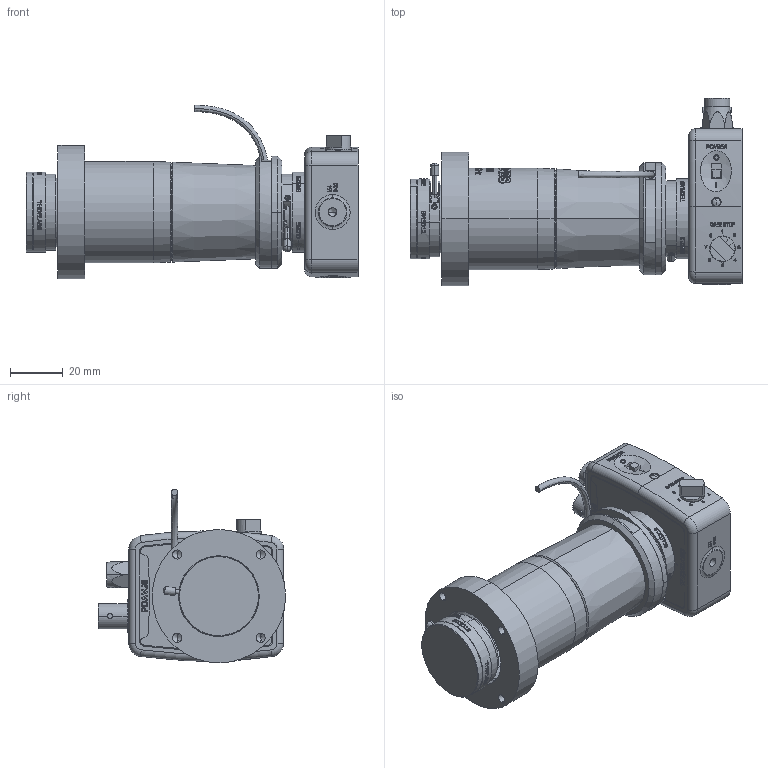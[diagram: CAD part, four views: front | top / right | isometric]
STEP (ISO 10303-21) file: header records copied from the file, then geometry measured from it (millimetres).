
FILE_DESCRIPTION (( 'STEP AP214' ), '1' );
FILE_NAME ('SA200-30B.STEP', '2018-01-12T11:39:12', ( '' ), ( '' ), 'SwSTEP 2.0', 'SolidWorks 2016', '' );
FILE_SCHEMA (( 'AUTOMOTIVE_DESIGN' ));
Length unit declared in the file: millimetre
Products named in the file (8): PDAVJ8-Solidworks; O-RING-123; SM1CP2; Kabel b鐱d; SM1D12; SA200-3-CT; SA200-1-CT_SA200-8B; SA200-30B
Assembly tree (8 placements, depth 2):
  SA200-30B
    SA200-1-CT_SA200-8B
    SA200-3-CT
    SM1D12  x2
    Kabel b鐱d
    SM1CP2
    O-RING-123
    PDAVJ8-Solidworks
Bounding box: 126.46 x 71.3 x 66.16 mm (x, y, z)
Volume: 71295.8 mm3; surface area: 65742 mm2
Topology: 109 solids, 109 shells, 4017 faces, 10504 edges, 7002 vertices
Faces by surface type: plane 1812, bspline 1116, cylinder 799, cone 233, torus 53, sphere 4
Entity records: 198290 total; most frequent: CARTESIAN_POINT 84298, ORIENTED_EDGE 17730, DIRECTION 12638, EDGE_CURVE 8865, VERTEX_POINT 5948, VECTOR 4610, LINE 4610, AXIS2_PLACEMENT_3D 4014
